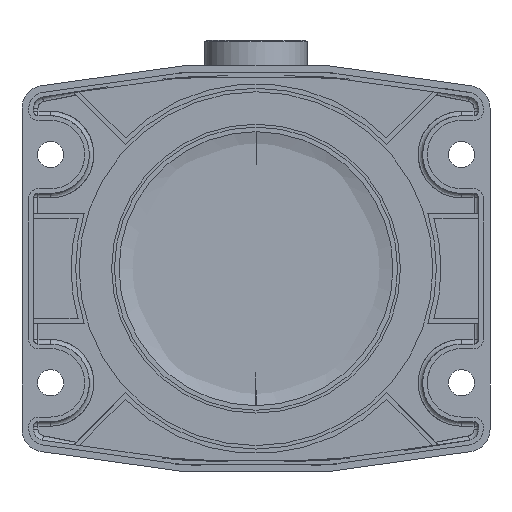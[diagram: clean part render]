
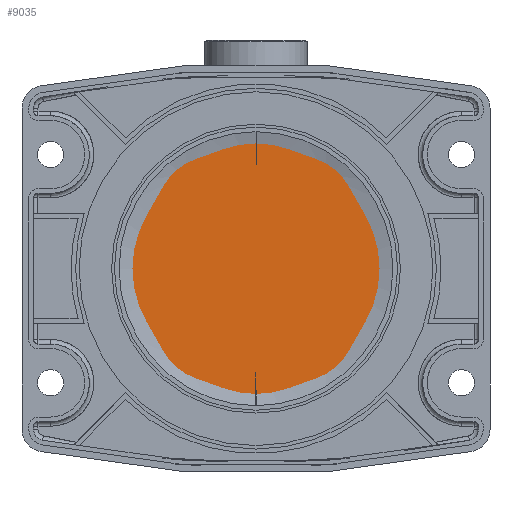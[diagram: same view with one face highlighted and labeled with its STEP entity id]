
A CAD part, front view. The second image highlights one B-rep face of the part: STEP entity #9035.
In plain terms, the highlighted face is planar.
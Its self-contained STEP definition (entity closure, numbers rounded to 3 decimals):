
#44 = DIRECTION ( 'NONE',  ( -1., 0., 0. ) ) ;
#814 = FACE_OUTER_BOUND ( 'NONE', #19890, .T. ) ;
#920 = DIRECTION ( 'NONE',  ( -1., 0., 0. ) ) ;
#1580 = AXIS2_PLACEMENT_3D ( 'NONE', #3129, #21512, #44 ) ;
#1735 = EDGE_CURVE ( 'NONE', #7131, #10653, #33883, .T. ) ;
#3129 = CARTESIAN_POINT ( 'NONE',  ( 0., 0., 12. ) ) ;
#3983 = ORIENTED_EDGE ( 'NONE', *, *, #1735, .T. ) ;
#7131 = VERTEX_POINT ( 'NONE', #15630 ) ;
#9035 = ADVANCED_FACE ( 'NONE', ( #814 ), #32201, .T. ) ;
#10653 = VERTEX_POINT ( 'NONE', #25609 ) ;
#13396 = DIRECTION ( 'NONE',  ( -1., 0., 0. ) ) ;
#13799 = DIRECTION ( 'NONE',  ( 0., 0., -1. ) ) ;
#15630 = CARTESIAN_POINT ( 'NONE',  ( 65.5, 0., 12. ) ) ;
#19605 = CARTESIAN_POINT ( 'NONE',  ( -133., 133., 12. ) ) ;
#19890 = EDGE_LOOP ( 'NONE', ( #25587, #3983 ) ) ;
#20237 = EDGE_CURVE ( 'NONE', #10653, #7131, #22056, .T. ) ;
#21512 = DIRECTION ( 'NONE',  ( 0., 0., -1. ) ) ;
#22056 = CIRCLE ( 'NONE', #24020, 65.5 ) ;
#23026 = CARTESIAN_POINT ( 'NONE',  ( 0., 0., 12. ) ) ;
#24020 = AXIS2_PLACEMENT_3D ( 'NONE', #23026, #29227, #920 ) ;
#25587 = ORIENTED_EDGE ( 'NONE', *, *, #20237, .T. ) ;
#25609 = CARTESIAN_POINT ( 'NONE',  ( -65.5, 0., 12. ) ) ;
#29227 = DIRECTION ( 'NONE',  ( 0., 0., -1. ) ) ;
#30019 = AXIS2_PLACEMENT_3D ( 'NONE', #19605, #13799, #13396 ) ;
#32201 = PLANE ( 'NONE',  #30019 ) ;
#33883 = CIRCLE ( 'NONE', #1580, 65.5 ) ;
